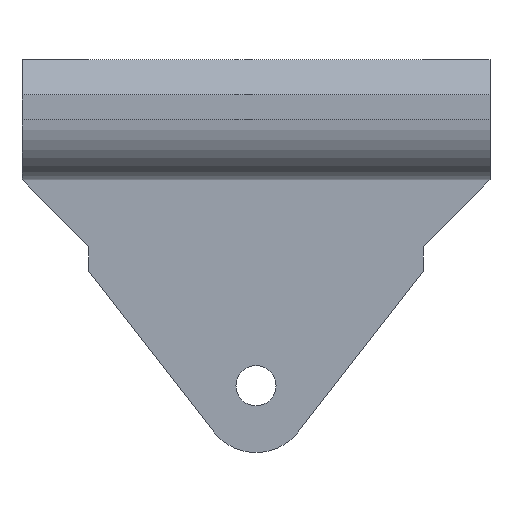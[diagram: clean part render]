
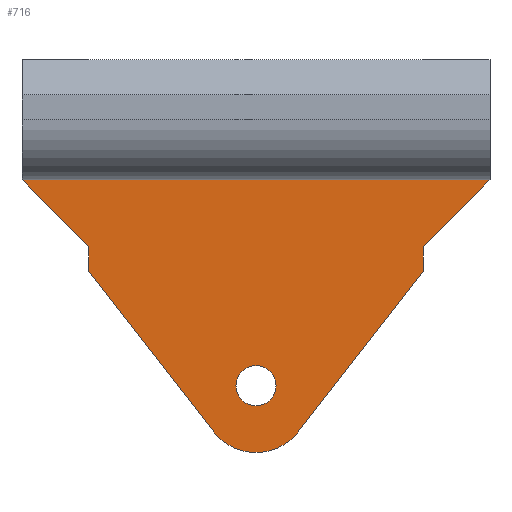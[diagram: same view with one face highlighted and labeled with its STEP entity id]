
A CAD part, front view. The second image highlights one B-rep face of the part: STEP entity #716.
In plain terms, the highlighted planar face has unit normal (0, -1, 0).
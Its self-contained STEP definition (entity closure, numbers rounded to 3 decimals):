
#17=FACE_BOUND('',#102,.T.);
#33=PLANE('',#791);
#63=FACE_OUTER_BOUND('',#101,.T.);
#101=EDGE_LOOP('',(#577,#578,#579,#580,#581,#582,#583,#584,#585,#586,#587,
#588,#589,#590));
#102=EDGE_LOOP('',(#591));
#139=LINE('',#1099,#214);
#143=LINE('',#1108,#218);
#145=LINE('',#1112,#220);
#173=LINE('',#1174,#248);
#174=LINE('',#1177,#249);
#175=LINE('',#1179,#250);
#176=LINE('',#1185,#251);
#177=LINE('',#1190,#252);
#178=LINE('',#1191,#253);
#214=VECTOR('',#890,10.);
#218=VECTOR('',#896,10.);
#220=VECTOR('',#900,10.);
#248=VECTOR('',#954,10.);
#249=VECTOR('',#957,10.);
#250=VECTOR('',#958,10.);
#251=VECTOR('',#963,10.);
#252=VECTOR('',#968,10.);
#253=VECTOR('',#969,10.);
#287=CIRCLE('',#790,1.5);
#288=CIRCLE('',#792,4.);
#289=CIRCLE('',#793,2.);
#290=CIRCLE('',#794,2.);
#291=CIRCLE('',#795,2.);
#292=CIRCLE('',#796,2.);
#325=VERTEX_POINT('',#1096);
#326=VERTEX_POINT('',#1098);
#329=VERTEX_POINT('',#1105);
#330=VERTEX_POINT('',#1107);
#331=VERTEX_POINT('',#1111);
#350=VERTEX_POINT('',#1168);
#351=VERTEX_POINT('',#1172);
#352=VERTEX_POINT('',#1173);
#353=VERTEX_POINT('',#1175);
#354=VERTEX_POINT('',#1178);
#355=VERTEX_POINT('',#1180);
#356=VERTEX_POINT('',#1182);
#357=VERTEX_POINT('',#1184);
#358=VERTEX_POINT('',#1186);
#359=VERTEX_POINT('',#1188);
#404=EDGE_CURVE('',#325,#326,#139,.T.);
#408=EDGE_CURVE('',#329,#330,#143,.T.);
#410=EDGE_CURVE('',#330,#331,#145,.T.);
#441=EDGE_CURVE('',#350,#350,#287,.T.);
#442=EDGE_CURVE('',#351,#352,#173,.T.);
#443=EDGE_CURVE('',#351,#353,#288,.T.);
#444=EDGE_CURVE('',#331,#353,#174,.T.);
#445=EDGE_CURVE('',#354,#329,#175,.T.);
#446=EDGE_CURVE('',#355,#354,#289,.F.);
#447=EDGE_CURVE('',#355,#356,#290,.T.);
#448=EDGE_CURVE('',#356,#357,#176,.T.);
#449=EDGE_CURVE('',#357,#358,#291,.T.);
#450=EDGE_CURVE('',#359,#358,#292,.F.);
#451=EDGE_CURVE('',#326,#359,#177,.T.);
#452=EDGE_CURVE('',#352,#325,#178,.T.);
#577=ORIENTED_EDGE('',*,*,#442,.F.);
#578=ORIENTED_EDGE('',*,*,#443,.T.);
#579=ORIENTED_EDGE('',*,*,#444,.F.);
#580=ORIENTED_EDGE('',*,*,#410,.F.);
#581=ORIENTED_EDGE('',*,*,#408,.F.);
#582=ORIENTED_EDGE('',*,*,#445,.F.);
#583=ORIENTED_EDGE('',*,*,#446,.F.);
#584=ORIENTED_EDGE('',*,*,#447,.T.);
#585=ORIENTED_EDGE('',*,*,#448,.T.);
#586=ORIENTED_EDGE('',*,*,#449,.T.);
#587=ORIENTED_EDGE('',*,*,#450,.F.);
#588=ORIENTED_EDGE('',*,*,#451,.F.);
#589=ORIENTED_EDGE('',*,*,#404,.F.);
#590=ORIENTED_EDGE('',*,*,#452,.F.);
#591=ORIENTED_EDGE('',*,*,#441,.T.);
#716=ADVANCED_FACE('',(#63,#17),#33,.T.);
#790=AXIS2_PLACEMENT_3D('',#1170,#950,#951);
#791=AXIS2_PLACEMENT_3D('',#1171,#952,#953);
#792=AXIS2_PLACEMENT_3D('',#1176,#955,#956);
#793=AXIS2_PLACEMENT_3D('',#1181,#959,#960);
#794=AXIS2_PLACEMENT_3D('',#1183,#961,#962);
#795=AXIS2_PLACEMENT_3D('',#1187,#964,#965);
#796=AXIS2_PLACEMENT_3D('',#1189,#966,#967);
#890=DIRECTION('',(-0.707,0.,0.707));
#896=DIRECTION('',(-0.707,0.,-0.707));
#900=DIRECTION('',(0.,0.,-1.));
#950=DIRECTION('center_axis',(0.,1.,0.));
#951=DIRECTION('ref_axis',(-1.,0.,0.));
#952=DIRECTION('center_axis',(0.,-1.,0.));
#953=DIRECTION('ref_axis',(1.,0.,0.));
#954=DIRECTION('',(-0.614,0.,0.789));
#955=DIRECTION('center_axis',(0.,-1.,0.));
#956=DIRECTION('ref_axis',(-0.789,0.,-0.614));
#957=DIRECTION('',(-0.614,0.,-0.789));
#958=DIRECTION('',(1.,0.,0.));
#959=DIRECTION('center_axis',(0.,1.,0.));
#960=DIRECTION('ref_axis',(-0.707,0.,-0.707));
#961=DIRECTION('center_axis',(0.,-1.,0.));
#962=DIRECTION('ref_axis',(0.,0.,-1.));
#963=DIRECTION('',(-1.,0.,0.));
#964=DIRECTION('center_axis',(0.,-1.,0.));
#965=DIRECTION('ref_axis',(0.,0.,-1.));
#966=DIRECTION('center_axis',(0.,1.,0.));
#967=DIRECTION('ref_axis',(0.707,0.,-0.707));
#968=DIRECTION('',(1.,0.,0.));
#969=DIRECTION('',(0.,0.,1.));
#1096=CARTESIAN_POINT('',(-12.5,3.,32.05));
#1098=CARTESIAN_POINT('',(-17.5,3.,37.05));
#1099=CARTESIAN_POINT('',(-13.275,3.,32.825));
#1105=CARTESIAN_POINT('',(17.5,3.,37.05));
#1107=CARTESIAN_POINT('',(12.5,3.,32.05));
#1108=CARTESIAN_POINT('',(7.025,3.,26.575));
#1111=CARTESIAN_POINT('',(12.5,3.,30.214));
#1112=CARTESIAN_POINT('',(12.5,3.,44.05));
#1168=CARTESIAN_POINT('',(1.5,3.,21.657));
#1170=CARTESIAN_POINT('Origin',(0.,3.,21.657));
#1171=CARTESIAN_POINT('Origin',(-12.5,3.,30.15));
#1172=CARTESIAN_POINT('',(-3.157,3.,18.202));
#1173=CARTESIAN_POINT('',(-12.5,3.,30.214));
#1174=CARTESIAN_POINT('',(-3.157,3.,18.202));
#1175=CARTESIAN_POINT('',(3.157,3.,18.202));
#1176=CARTESIAN_POINT('Origin',(0.,3.,20.657));
#1177=CARTESIAN_POINT('',(11.037,3.,28.332));
#1178=CARTESIAN_POINT('',(9.,3.,37.05));
#1179=CARTESIAN_POINT('',(0.,3.,37.05));
#1180=CARTESIAN_POINT('',(7.064,3.,38.55));
#1181=CARTESIAN_POINT('Origin',(9.,3.,39.05));
#1182=CARTESIAN_POINT('',(5.127,3.,40.05));
#1183=CARTESIAN_POINT('Origin',(5.127,3.,38.05));
#1184=CARTESIAN_POINT('',(-5.127,3.,40.05));
#1185=CARTESIAN_POINT('',(-12.5,3.,40.05));
#1186=CARTESIAN_POINT('',(-7.064,3.,38.55));
#1187=CARTESIAN_POINT('Origin',(-5.127,3.,38.05));
#1188=CARTESIAN_POINT('',(-9.,3.,37.05));
#1189=CARTESIAN_POINT('Origin',(-9.,3.,39.05));
#1190=CARTESIAN_POINT('',(0.,3.,37.05));
#1191=CARTESIAN_POINT('',(-12.5,3.,30.15));
